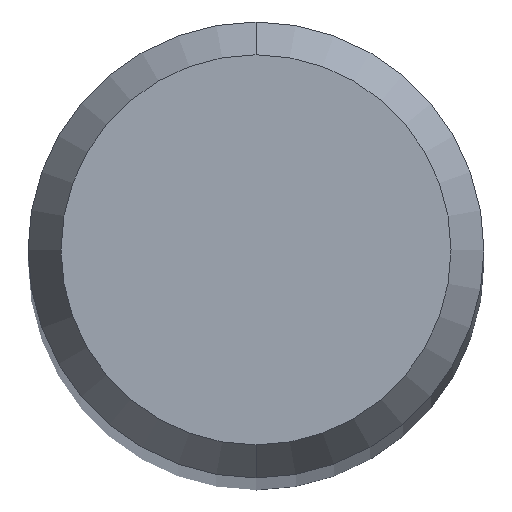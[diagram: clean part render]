
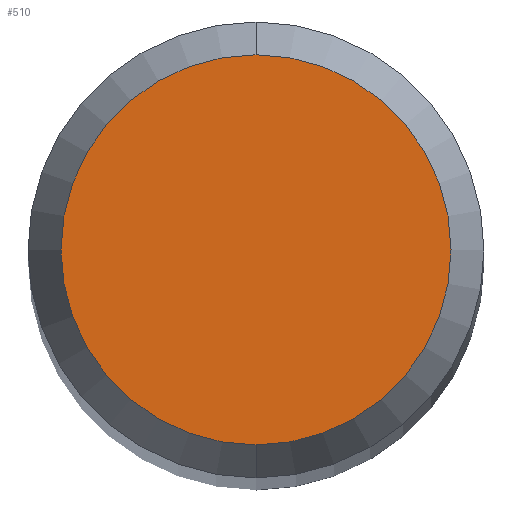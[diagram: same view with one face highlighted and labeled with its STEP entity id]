
A CAD part, top view. The second image highlights one B-rep face of the part: STEP entity #510.
In plain terms, the highlighted planar face has unit normal (0, 0, 1).
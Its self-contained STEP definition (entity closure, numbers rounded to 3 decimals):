
#308=EDGE_CURVE('',#482,#354,#668,.T.);
#354=VERTEX_POINT('',#720);
#482=VERTEX_POINT('',#863);
#510=ADVANCED_FACE('',(#894),#895,.T.);
#516=EDGE_CURVE('',#354,#482,#902,.T.);
#668=CIRCLE('',#1139,1.358);
#720=CARTESIAN_POINT('',(0.0,1.358,0.0));
#863=CARTESIAN_POINT('',(0.,-1.358,0.0));
#894=FACE_OUTER_BOUND('',#1591,.T.);
#895=PLANE('',#1592);
#902=CIRCLE('',#1600,1.358);
#1139=AXIS2_PLACEMENT_3D('',#1738,#1739,#1740);
#1591=EDGE_LOOP('',(#2016,#2017));
#1592=AXIS2_PLACEMENT_3D('',#2018,#2019,#2020);
#1600=AXIS2_PLACEMENT_3D('',#2029,#2030,#2031);
#1738=CARTESIAN_POINT('',(0.0,0.0,0.0));
#1739=DIRECTION('',(0.0,0.0,-1.0));
#1740=DIRECTION('',(0.0,1.0,0.0));
#2016=ORIENTED_EDGE('',*,*,#516,.F.);
#2017=ORIENTED_EDGE('',*,*,#308,.F.);
#2018=CARTESIAN_POINT('',(0.0,0.679,0.0));
#2019=DIRECTION('',(-0.0,0.0,1.0));
#2020=DIRECTION('',(0.0,-1.0,0.0));
#2029=CARTESIAN_POINT('',(0.0,0.0,0.0));
#2030=DIRECTION('',(0.0,0.0,-1.0));
#2031=DIRECTION('',(0.0,1.0,0.0));
